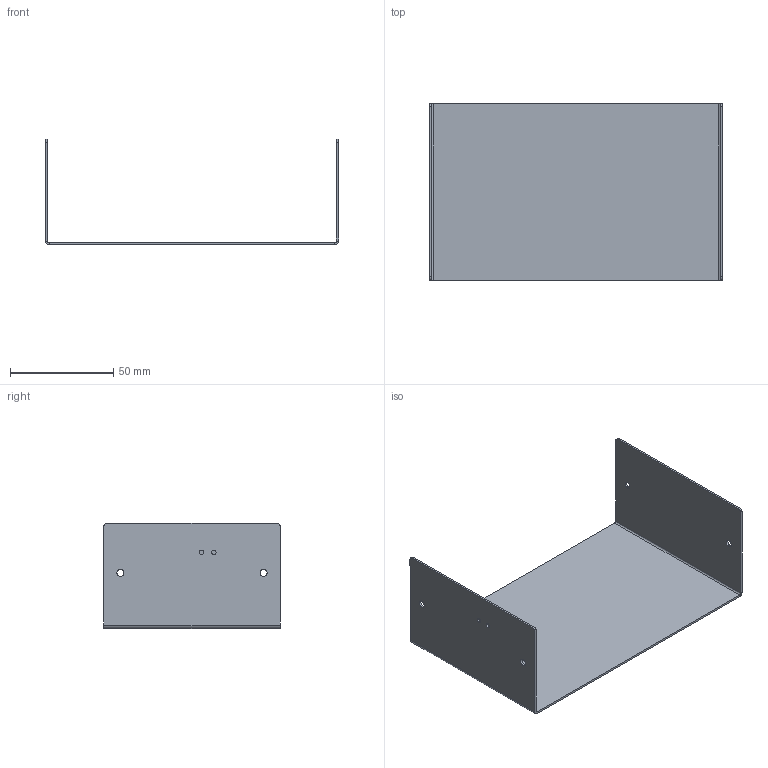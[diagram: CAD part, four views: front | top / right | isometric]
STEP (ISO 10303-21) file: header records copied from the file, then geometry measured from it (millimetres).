
FILE_DESCRIPTION(/* description */ (''),/* implementation_level */ '2;1');
FILE_NAME(/* name */ 'BOTTOM_V11.step',/* time_stamp */ '2026-02-05T20:45:59-08:00',/* author */ (''),/* organization */ (''),/* preprocessor_version */ 'ST-DEVELOPER v20.1',/* originating_system */ 'Autodesk Translation Framework v14.24.0.0',/* authorisation */ '');
FILE_SCHEMA (('AUTOMOTIVE_DESIGN { 1 0 10303 214 3 1 1 }'));
Length unit declared in the file: millimetre
Products named in the file (1): BOTTOM
Bounding box: 142.24 x 85.54 x 51.12 mm (x, y, z)
Volume: 21011 mm3; surface area: 41920 mm2
Topology: 1 solids, 1 shells, 32 faces, 74 edges, 44 vertices
Faces by surface type: plane 18, cylinder 14
Full cylindrical faces by diameter (mm): 2.2 x2, 3.4 x4
Entity records: 955 total; most frequent: DIRECTION 168, CARTESIAN_POINT 151, ORIENTED_EDGE 148, EDGE_CURVE 74, AXIS2_PLACEMENT_3D 61, LINE 46, VECTOR 46, EDGE_LOOP 44
